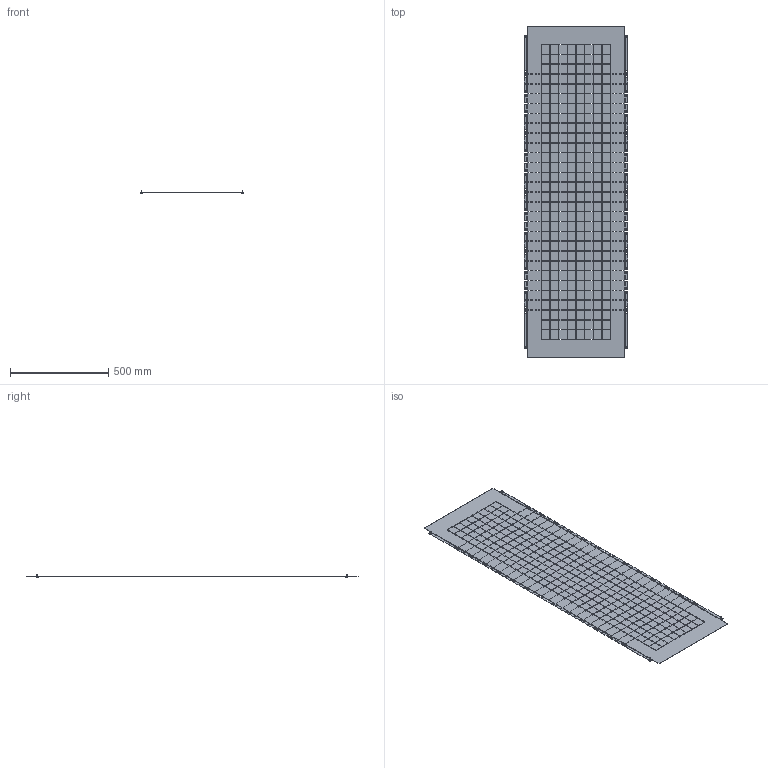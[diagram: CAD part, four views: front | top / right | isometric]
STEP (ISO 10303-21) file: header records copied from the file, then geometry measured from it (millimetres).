
FILE_DESCRIPTION (( 'STEP AP203' ), '1' );
FILE_NAME ('MA1.800.060618.03.00 AleSta-PCV186 Ïàíåëü âåðòèêàëüíàÿ äëÿ ñåêöèîíèðîâàíèÿ Ã600 Â1800 ìì.STEP', '2024-06-05T16:23:37', ( '' ), ( '' ), 'SwSTEP 2.0', 'SolidWorks 2021', '' );
FILE_SCHEMA (( 'CONFIG_CONTROL_DESIGN' ));
Length unit declared in the file: millimetre
Products named in the file (3): Âèíò_ðåçüáîâûäàâëèâàþùèé_Ì5õ12_DIN 7500E_Œ5å12; MA1.800.060620.03.01 Ïàíåëü âåðòèêàëüíàÿ äëÿ ñåêöèîíèðîâàíèÿ Ã600 Â2000 ìì EKF_1800å600; MA1.800.060618.03.00 AleSta-PCV186 Ïàíåëü âåðòèêàëüíàÿ äëÿ ñåêöèîíèðîâàíèÿ Ã600 Â1800 ìì
Assembly tree (5 placements, depth 2):
  MA1.800.060618.03.00 AleSta-PCV186 Ïàíåëü âåðòèêàëüíàÿ äëÿ ñåêöèîíèðîâàíèÿ Ã600 Â1800 ìì
    MA1.800.060620.03.01 Ïàíåëü âåðòèêàëüíàÿ äëÿ ñåêöèîíèðîâàíèÿ Ã600 Â2000 ìì EKF_1800å600
    Âèíò_ðåçüáîâûäàâëèâàþùèé_Ì5õ12_DIN 7500E_Œ5å12  x4
Bounding box: 526.6 x 1688 x 15.7 mm (x, y, z)
Volume: 827097.5 mm3; surface area: 1714532.7 mm2
Topology: 5 solids, 5 shells, 3302 faces, 9844 edges, 6560 vertices
Faces by surface type: plane 3110, cylinder 184, cone 8
Entity records: 110945 total; most frequent: CARTESIAN_POINT 19498, ORIENTED_EDGE 19484, DIRECTION 16612, EDGE_CURVE 9742, LINE 9396, VECTOR 9396, VERTEX_POINT 6494, EDGE_LOOP 4740
